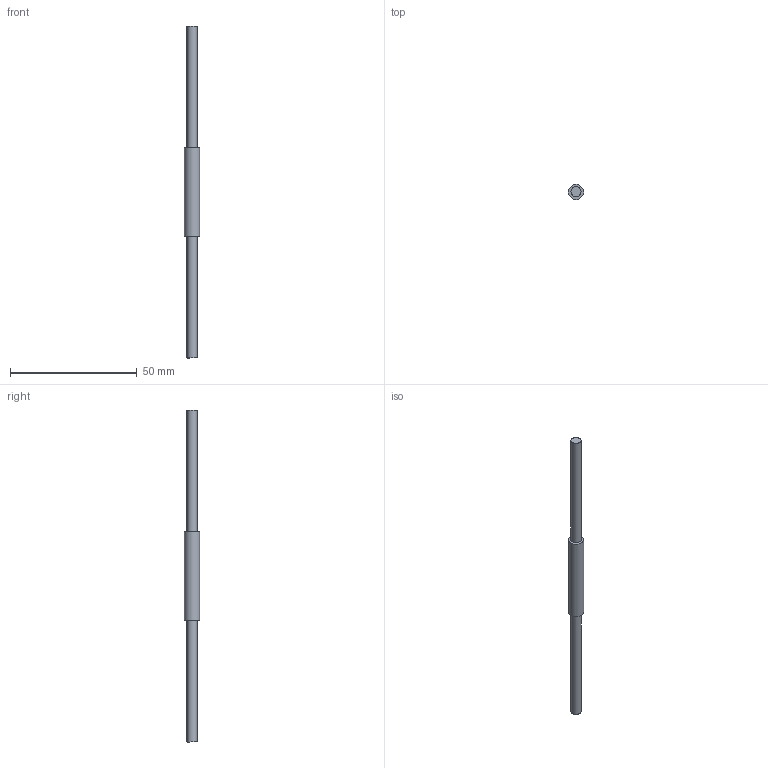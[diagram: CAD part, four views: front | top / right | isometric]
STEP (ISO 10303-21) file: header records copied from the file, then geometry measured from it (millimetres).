
FILE_DESCRIPTION(('FreeCAD Model'),'2;1');
FILE_NAME('APLINOV d''enhaut (8Février2019)AXCOST.step', '2019-05-26T08:44:23',('Author'),(''), 'Open CASCADE STEP processor 7.2','FreeCAD','Unknown');
FILE_SCHEMA(('AUTOMOTIVE_DESIGN { 1 0 10303 214 1 1 1 1 }'));
Length unit declared in the file: millimetre
Products named in the file (1): AXE-COLONNETTE_DE_STRUCTURE__Gauche
Bounding box: 6 x 6 x 131 mm (x, y, z)
Volume: 2196 mm3; surface area: 1922.7 mm2
Topology: 1 solids, 1 shells, 7 faces, 9 edges, 6 vertices
Faces by surface type: plane 4, cylinder 3
Full cylindrical faces by diameter (mm): 4 x2, 6 x1
Entity records: 284 total; most frequent: CARTESIAN_POINT 71, DIRECTION 34, ORIENTED_EDGE 18, PCURVE 18, DEFINITIONAL_REPRESENTATION 18, AXIS2_PLACEMENT_3D 14, B_SPLINE_CURVE_WITH_KNOTS 12, FACE_BOUND 9
